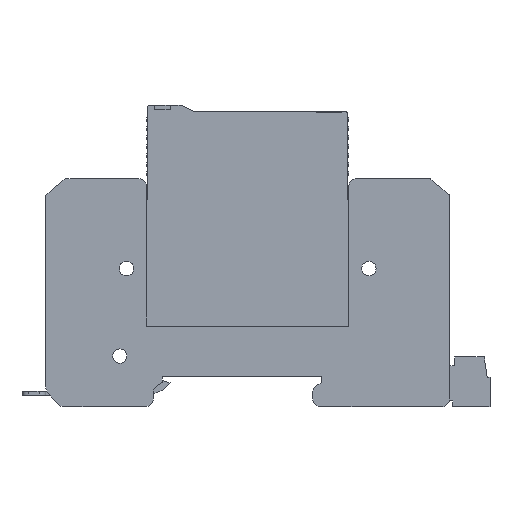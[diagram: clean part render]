
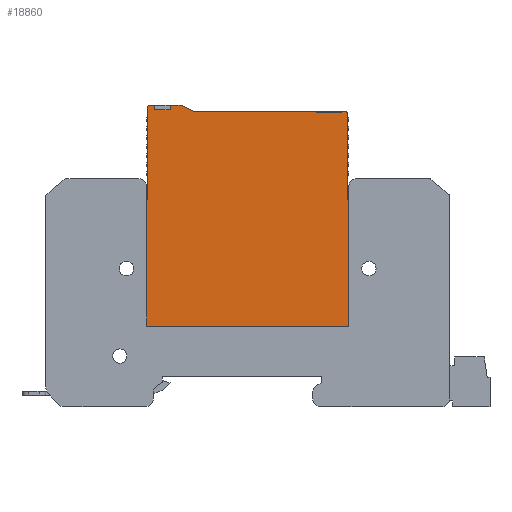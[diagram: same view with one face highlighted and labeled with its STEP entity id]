
A CAD part, front view. The second image highlights one B-rep face of the part: STEP entity #18860.
In plain terms, the highlighted planar face has unit normal (0, -1, 0).
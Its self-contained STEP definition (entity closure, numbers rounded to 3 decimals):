
#16786=DIRECTION('',(0.,0.,-1.));
#16787=VECTOR('',#16786,28.3);
#16788=CARTESIAN_POINT('',(-33.86,13.554,
54.696));
#16789=LINE('',#16788,#16787);
#16902=DIRECTION('',(0.,0.,1.));
#16903=VECTOR('',#16902,20.8);
#16904=CARTESIAN_POINT('',(-33.6,13.554,
54.696));
#16905=LINE('',#16904,#16903);
#16909=CARTESIAN_POINT('',(-33.3,13.554,
75.496));
#16910=DIRECTION('',(0.,1.,0.));
#16911=DIRECTION('',(-1.,0.,0.));
#16912=AXIS2_PLACEMENT_3D('',#16909,#16910,#16911);
#16917=DIRECTION('',(1.,0.,0.));
#16918=VECTOR('',#16917,1.183);
#16919=CARTESIAN_POINT('',(-33.3,13.554,
75.796));
#16920=LINE('',#16919,#16918);
#16924=DIRECTION('',(0.,0.,-1.));
#16925=VECTOR('',#16924,1.);
#16926=CARTESIAN_POINT('',(-32.117,13.554,75.796));
#16927=LINE('',#16926,#16925);
#16931=DIRECTION('',(1.,0.,0.));
#16932=VECTOR('',#16931,3.5);
#16933=CARTESIAN_POINT('',(-32.117,13.554,74.796));
#16934=LINE('',#16933,#16932);
#16938=DIRECTION('',(1.,0.,0.));
#16939=VECTOR('',#16938,2.217);
#16940=CARTESIAN_POINT('',(-28.617,13.554,75.796));
#16941=LINE('',#16940,#16939);
#16945=CARTESIAN_POINT('',(-26.4,13.554,
74.746));
#16946=DIRECTION('',(0.,1.,0.));
#16947=DIRECTION('',(0.,0.,1.));
#16948=AXIS2_PLACEMENT_3D('',#16945,#16946,#16947);
#16953=DIRECTION('',(0.891,0.,-0.454));
#16954=VECTOR('',#16953,2.802);
#16955=CARTESIAN_POINT('',(-25.923,13.554,
75.682));
#16956=LINE('',#16955,#16954);
#16960=CARTESIAN_POINT('',(-22.95,13.554,
75.346));
#16961=DIRECTION('',(0.,-1.,0.));
#16962=DIRECTION('',(-0.454,0.,-0.891));
#16963=AXIS2_PLACEMENT_3D('',#16960,#16961,#16962);
#16968=DIRECTION('',(1.,0.,0.));
#16969=VECTOR('',#16968,26.95);
#16970=CARTESIAN_POINT('',(-22.95,13.554,
74.296));
#16971=LINE('',#16970,#16969);
#16975=DIRECTION('',(0.,0.,-1.));
#16976=VECTOR('',#16975,0.1);
#16977=CARTESIAN_POINT('',(4.,13.554,74.296));
#16978=LINE('',#16977,#16976);
#16982=DIRECTION('',(1.,0.,0.));
#16983=VECTOR('',#16982,5.6);
#16984=CARTESIAN_POINT('',(4.,13.554,74.196));
#16985=LINE('',#16984,#16983);
#16989=DIRECTION('',(0.,0.,1.));
#16990=VECTOR('',#16989,0.1);
#16991=CARTESIAN_POINT('',(9.6,13.554,74.196));
#16992=LINE('',#16991,#16990);
#16996=DIRECTION('',(1.,0.,0.));
#16997=VECTOR('',#16996,1.);
#16998=CARTESIAN_POINT('',(9.6,13.554,74.296));
#16999=LINE('',#16998,#16997);
#17003=CARTESIAN_POINT('',(10.6,13.554,73.996));
#17004=DIRECTION('',(0.,1.,0.));
#17005=DIRECTION('',(0.,0.,1.));
#17006=AXIS2_PLACEMENT_3D('',#17003,#17004,#17005);
#17011=DIRECTION('',(0.,0.,-1.));
#17012=VECTOR('',#17011,19.3);
#17013=CARTESIAN_POINT('',(10.9,13.554,73.996));
#17014=LINE('',#17013,#17012);
#17018=DIRECTION('',(0.,0.,-1.));
#17019=VECTOR('',#17018,28.3);
#17020=CARTESIAN_POINT('',(11.14,13.554,54.696));
#17021=LINE('',#17020,#17019);
#17025=DIRECTION('',(-1.,0.,0.));
#17026=VECTOR('',#17025,45.);
#17027=CARTESIAN_POINT('',(11.14,13.554,26.396));
#17028=LINE('',#17027,#17026);
#17032=DIRECTION('',(-1.,0.,0.));
#17033=VECTOR('',#17032,0.26);
#17034=CARTESIAN_POINT('',(-33.6,13.554,
54.696));
#17035=LINE('',#17034,#17033);
#17158=DIRECTION('',(0.,0.,-1.));
#17159=VECTOR('',#17158,1.);
#17160=CARTESIAN_POINT('',(-28.617,13.554,75.796));
#17161=LINE('',#17160,#17159);
#17305=DIRECTION('',(-1.,0.,0.));
#17306=VECTOR('',#17305,0.24);
#17307=CARTESIAN_POINT('',(11.14,13.554,54.696));
#17308=LINE('',#17307,#17306);
#18429=CARTESIAN_POINT('',(-33.86,13.554,
54.696));
#18430=VERTEX_POINT('',#18429);
#18431=CARTESIAN_POINT('',(-33.86,13.554,
26.396));
#18432=VERTEX_POINT('',#18431);
#18465=CARTESIAN_POINT('',(11.14,13.554,54.696));
#18466=CARTESIAN_POINT('',(11.14,13.554,26.396));
#18467=VERTEX_POINT('',#18465);
#18468=VERTEX_POINT('',#18466);
#18469=CARTESIAN_POINT('',(-33.6,13.554,
54.696));
#18470=VERTEX_POINT('',#18469);
#18471=CARTESIAN_POINT('',(-33.6,13.554,
75.496));
#18472=VERTEX_POINT('',#18471);
#18473=CARTESIAN_POINT('',(-33.3,13.554,
75.796));
#18474=VERTEX_POINT('',#18473);
#18475=CARTESIAN_POINT('',(-32.117,13.554,75.796));
#18476=VERTEX_POINT('',#18475);
#18477=CARTESIAN_POINT('',(-32.117,13.554,74.796));
#18478=VERTEX_POINT('',#18477);
#18479=CARTESIAN_POINT('',(-28.617,13.554,74.796));
#18480=VERTEX_POINT('',#18479);
#18481=CARTESIAN_POINT('',(-28.617,13.554,75.796));
#18482=VERTEX_POINT('',#18481);
#18483=CARTESIAN_POINT('',(-26.4,13.554,
75.796));
#18484=VERTEX_POINT('',#18483);
#18485=CARTESIAN_POINT('',(-25.923,13.554,
75.682));
#18486=VERTEX_POINT('',#18485);
#18487=CARTESIAN_POINT('',(-23.426,13.554,
74.411));
#18488=VERTEX_POINT('',#18487);
#18489=CARTESIAN_POINT('',(-22.95,13.554,
74.296));
#18490=VERTEX_POINT('',#18489);
#18491=CARTESIAN_POINT('',(4.,13.554,74.296));
#18492=VERTEX_POINT('',#18491);
#18493=CARTESIAN_POINT('',(4.,13.554,74.196));
#18494=VERTEX_POINT('',#18493);
#18495=CARTESIAN_POINT('',(9.6,13.554,74.196));
#18496=VERTEX_POINT('',#18495);
#18497=CARTESIAN_POINT('',(9.6,13.554,74.296));
#18498=VERTEX_POINT('',#18497);
#18499=CARTESIAN_POINT('',(10.6,13.554,74.296));
#18500=VERTEX_POINT('',#18499);
#18501=CARTESIAN_POINT('',(10.9,13.554,73.996));
#18502=VERTEX_POINT('',#18501);
#18503=CARTESIAN_POINT('',(10.9,13.554,54.696));
#18504=VERTEX_POINT('',#18503);
#18811=CARTESIAN_POINT('',(-11.14,13.554,
36.896));
#18812=DIRECTION('',(0.,1.,0.));
#18813=DIRECTION('',(-1.,0.,0.));
#18814=AXIS2_PLACEMENT_3D('',#18811,#18812,#18813);
#18815=PLANE('',#18814);
#18816=ORIENTED_EDGE('',*,*,#18746,.F.);
#18818=ORIENTED_EDGE('',*,*,#18817,.F.);
#18820=ORIENTED_EDGE('',*,*,#18819,.T.);
#18822=ORIENTED_EDGE('',*,*,#18821,.T.);
#18824=ORIENTED_EDGE('',*,*,#18823,.T.);
#18826=ORIENTED_EDGE('',*,*,#18825,.T.);
#18828=ORIENTED_EDGE('',*,*,#18827,.T.);
#18830=ORIENTED_EDGE('',*,*,#18829,.F.);
#18832=ORIENTED_EDGE('',*,*,#18831,.T.);
#18834=ORIENTED_EDGE('',*,*,#18833,.T.);
#18836=ORIENTED_EDGE('',*,*,#18835,.T.);
#18838=ORIENTED_EDGE('',*,*,#18837,.T.);
#18840=ORIENTED_EDGE('',*,*,#18839,.T.);
#18842=ORIENTED_EDGE('',*,*,#18841,.T.);
#18844=ORIENTED_EDGE('',*,*,#18843,.T.);
#18846=ORIENTED_EDGE('',*,*,#18845,.T.);
#18848=ORIENTED_EDGE('',*,*,#18847,.T.);
#18850=ORIENTED_EDGE('',*,*,#18849,.T.);
#18852=ORIENTED_EDGE('',*,*,#18851,.T.);
#18854=ORIENTED_EDGE('',*,*,#18853,.F.);
#18855=ORIENTED_EDGE('',*,*,#18801,.T.);
#18857=ORIENTED_EDGE('',*,*,#18856,.T.);
#18858=EDGE_LOOP('',(#18816,#18818,#18820,#18822,#18824,#18826,#18828,#18830,
#18832,#18834,#18836,#18838,#18840,#18842,#18844,#18846,#18848,#18850,#18852,
#18854,#18855,#18857));
#18859=FACE_OUTER_BOUND('',#18858,.F.);
#16913=CIRCLE('',#16912,0.3);
#16949=CIRCLE('',#16948,1.05);
#16964=CIRCLE('',#16963,1.05);
#17007=CIRCLE('',#17006,0.3);
#18746=EDGE_CURVE('',#18430,#18432,#16789,.T.);
#18801=EDGE_CURVE('',#18467,#18468,#17021,.T.);
#18817=EDGE_CURVE('',#18470,#18430,#17035,.T.);
#18819=EDGE_CURVE('',#18470,#18472,#16905,.T.);
#18821=EDGE_CURVE('',#18472,#18474,#16913,.T.);
#18823=EDGE_CURVE('',#18474,#18476,#16920,.T.);
#18825=EDGE_CURVE('',#18476,#18478,#16927,.T.);
#18827=EDGE_CURVE('',#18478,#18480,#16934,.T.);
#18829=EDGE_CURVE('',#18482,#18480,#17161,.T.);
#18831=EDGE_CURVE('',#18482,#18484,#16941,.T.);
#18833=EDGE_CURVE('',#18484,#18486,#16949,.T.);
#18835=EDGE_CURVE('',#18486,#18488,#16956,.T.);
#18837=EDGE_CURVE('',#18488,#18490,#16964,.T.);
#18839=EDGE_CURVE('',#18490,#18492,#16971,.T.);
#18841=EDGE_CURVE('',#18492,#18494,#16978,.T.);
#18843=EDGE_CURVE('',#18494,#18496,#16985,.T.);
#18845=EDGE_CURVE('',#18496,#18498,#16992,.T.);
#18847=EDGE_CURVE('',#18498,#18500,#16999,.T.);
#18849=EDGE_CURVE('',#18500,#18502,#17007,.T.);
#18851=EDGE_CURVE('',#18502,#18504,#17014,.T.);
#18853=EDGE_CURVE('',#18467,#18504,#17308,.T.);
#18856=EDGE_CURVE('',#18468,#18432,#17028,.T.);
#18860=ADVANCED_FACE('',(#18859),#18815,.F.);
